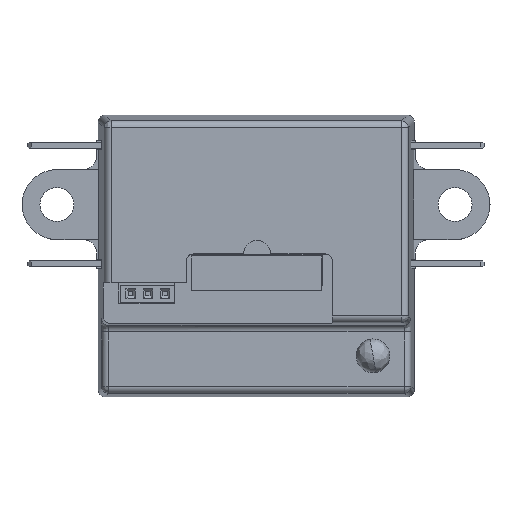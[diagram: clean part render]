
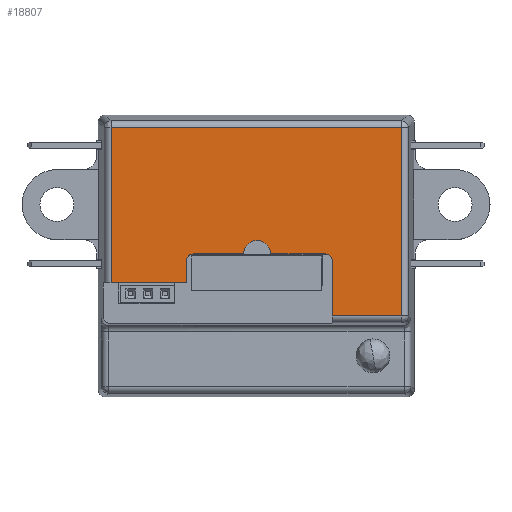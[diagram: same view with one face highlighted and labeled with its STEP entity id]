
A CAD part, top view. The second image highlights one B-rep face of the part: STEP entity #18807.
In plain terms, the highlighted planar face has unit normal (0, 0, 1).
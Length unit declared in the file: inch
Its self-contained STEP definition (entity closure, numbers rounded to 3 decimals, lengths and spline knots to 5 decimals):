
#157 = EDGE_CURVE ( 'NONE', #6918, #3117, #17442, .T. ) ;
#570 = CARTESIAN_POINT ( 'NONE',  ( 0.40354, 0.00984, 1.02756 ) ) ;
#811 = AXIS2_PLACEMENT_3D ( 'NONE', #8738, #6706, #10773 ) ;
#1007 = VECTOR ( 'NONE', #10687, 39.37008 ) ;
#1057 = DIRECTION ( 'NONE',  ( 0., 0., 1. ) ) ;
#1272 = EDGE_CURVE ( 'NONE', #11483, #6918, #10295, .T. ) ;
#1285 = DIRECTION ( 'NONE',  ( 1., 0., 0. ) ) ;
#1619 = AXIS2_PLACEMENT_3D ( 'NONE', #3673, #14388, #5192 ) ;
#1632 = CIRCLE ( 'NONE', #1619, 0.07874 ) ;
#1821 = DIRECTION ( 'NONE',  ( 0., 1., 0. ) ) ;
#2103 = EDGE_CURVE ( 'NONE', #7720, #5851, #14107, .T. ) ;
#2260 = CARTESIAN_POINT ( 'NONE',  ( 0.44291, -0.34971, 1.02756 ) ) ;
#2374 = VECTOR ( 'NONE', #3440, 39.37008 ) ;
#2826 = LINE ( 'NONE', #13771, #6876 ) ;
#3105 = DIRECTION ( 'NONE',  ( 1., 0., 0. ) ) ;
#3117 = VERTEX_POINT ( 'NONE', #13804 ) ;
#3400 = AXIS2_PLACEMENT_3D ( 'NONE', #10233, #1057, #11781 ) ;
#3440 = DIRECTION ( 'NONE',  ( 0., -1., 0. ) ) ;
#3673 = CARTESIAN_POINT ( 'NONE',  ( 0.00689, 0.00984, 1.02756 ) ) ;
#3992 = EDGE_CURVE ( 'NONE', #11043, #10659, #17355, .T. ) ;
#4098 = PLANE ( 'NONE',  #3400 ) ;
#4625 = CARTESIAN_POINT ( 'NONE',  ( -0.40354, -0.15748, 1.02756 ) ) ;
#4665 = LINE ( 'NONE', #19662, #16403 ) ;
#4870 = LINE ( 'NONE', #5889, #12517 ) ;
#5192 = DIRECTION ( 'NONE',  ( -1., 0., 0. ) ) ;
#5448 = ORIENTED_EDGE ( 'NONE', *, *, #8145, .T. ) ;
#5501 = EDGE_CURVE ( 'NONE', #5851, #11483, #8730, .T. ) ;
#5719 = CARTESIAN_POINT ( 'NONE',  ( -0.84145, 0.74303, 1.02756 ) ) ;
#5774 = CARTESIAN_POINT ( 'NONE',  ( 0., -0.15748, 1.02756 ) ) ;
#5821 = CARTESIAN_POINT ( 'NONE',  ( 0., 0.00984, 1.02756 ) ) ;
#5851 = VERTEX_POINT ( 'NONE', #15470 ) ;
#5855 = FACE_OUTER_BOUND ( 'NONE', #18140, .T. ) ;
#5889 = CARTESIAN_POINT ( 'NONE',  ( 0., 0.00984, 1.02756 ) ) ;
#5891 = DIRECTION ( 'NONE',  ( 0., -1., 0. ) ) ;
#6437 = LINE ( 'NONE', #5821, #14586 ) ;
#6657 = CARTESIAN_POINT ( 'NONE',  ( 0.40354, -0.02953, 1.02756 ) ) ;
#6706 = DIRECTION ( 'NONE',  ( 0., 0., -1. ) ) ;
#6762 = CARTESIAN_POINT ( 'NONE',  ( -0.40354, 0.20669, 1.02756 ) ) ;
#6766 = DIRECTION ( 'NONE',  ( 1., 0., 0. ) ) ;
#6876 = VECTOR ( 'NONE', #3105, 39.37008 ) ;
#6918 = VERTEX_POINT ( 'NONE', #16693 ) ;
#7393 = CARTESIAN_POINT ( 'NONE',  ( 0.8442, 0.74303, 1.02756 ) ) ;
#7430 = DIRECTION ( 'NONE',  ( 1., 0., 0. ) ) ;
#7464 = EDGE_CURVE ( 'NONE', #13943, #16395, #1632, .T. ) ;
#7720 = VERTEX_POINT ( 'NONE', #5719 ) ;
#8058 = VECTOR ( 'NONE', #6766, 39.37008 ) ;
#8145 = EDGE_CURVE ( 'NONE', #19552, #10708, #14350, .T. ) ;
#8199 = DIRECTION ( 'NONE',  ( -1., 0., 0. ) ) ;
#8233 = ORIENTED_EDGE ( 'NONE', *, *, #18675, .F. ) ;
#8730 = LINE ( 'NONE', #5774, #16429 ) ;
#8738 = CARTESIAN_POINT ( 'NONE',  ( -0.36417, -0.02953, 1.02756 ) ) ;
#9004 = ORIENTED_EDGE ( 'NONE', *, *, #3992, .T. ) ;
#9199 = ORIENTED_EDGE ( 'NONE', *, *, #5501, .T. ) ;
#9701 = AXIS2_PLACEMENT_3D ( 'NONE', #6657, #17398, #8199 ) ;
#10233 = CARTESIAN_POINT ( 'NONE',  ( 0., 0.20669, 1.02756 ) ) ;
#10248 = EDGE_CURVE ( 'NONE', #11705, #11043, #2826, .T. ) ;
#10295 = LINE ( 'NONE', #6762, #13900 ) ;
#10485 = ORIENTED_EDGE ( 'NONE', *, *, #13749, .T. ) ;
#10659 = VERTEX_POINT ( 'NONE', #7393 ) ;
#10687 = DIRECTION ( 'NONE',  ( 0., 1., 0. ) ) ;
#10708 = VERTEX_POINT ( 'NONE', #18206 ) ;
#10773 = DIRECTION ( 'NONE',  ( -1., 0., 0. ) ) ;
#10951 = ORIENTED_EDGE ( 'NONE', *, *, #1272, .T. ) ;
#11043 = VERTEX_POINT ( 'NONE', #17408 ) ;
#11483 = VERTEX_POINT ( 'NONE', #4625 ) ;
#11705 = VERTEX_POINT ( 'NONE', #2260 ) ;
#11781 = DIRECTION ( 'NONE',  ( 1., 0., 0. ) ) ;
#11798 = CARTESIAN_POINT ( 'NONE',  ( 0.08563, 0.00984, 1.02756 ) ) ;
#12038 = ORIENTED_EDGE ( 'NONE', *, *, #10248, .T. ) ;
#12214 = CARTESIAN_POINT ( 'NONE',  ( 0.8442, 0.20669, 1.02756 ) ) ;
#12305 = CARTESIAN_POINT ( 'NONE',  ( -0.07185, 0.00984, 1.02756 ) ) ;
#12324 = EDGE_CURVE ( 'NONE', #16395, #19552, #6437, .T. ) ;
#12517 = VECTOR ( 'NONE', #7430, 39.37008 ) ;
#12565 = CARTESIAN_POINT ( 'NONE',  ( -0.84145, 0.20669, 1.02756 ) ) ;
#13668 = DIRECTION ( 'NONE',  ( 1., 0., 0. ) ) ;
#13749 = EDGE_CURVE ( 'NONE', #3117, #13943, #4870, .T. ) ;
#13771 = CARTESIAN_POINT ( 'NONE',  ( 0., -0.34971, 1.02756 ) ) ;
#13804 = CARTESIAN_POINT ( 'NONE',  ( -0.36417, 0.00984, 1.02756 ) ) ;
#13889 = ORIENTED_EDGE ( 'NONE', *, *, #12324, .T. ) ;
#13900 = VECTOR ( 'NONE', #1821, 39.37008 ) ;
#13943 = VERTEX_POINT ( 'NONE', #12305 ) ;
#14028 = LINE ( 'NONE', #15967, #8058 ) ;
#14107 = LINE ( 'NONE', #12565, #2374 ) ;
#14350 = CIRCLE ( 'NONE', #9701, 0.03937 ) ;
#14362 = ORIENTED_EDGE ( 'NONE', *, *, #7464, .T. ) ;
#14388 = DIRECTION ( 'NONE',  ( 0., 0., -1. ) ) ;
#14586 = VECTOR ( 'NONE', #13668, 39.37008 ) ;
#14797 = ORIENTED_EDGE ( 'NONE', *, *, #157, .T. ) ;
#15470 = CARTESIAN_POINT ( 'NONE',  ( -0.84145, -0.15748, 1.02756 ) ) ;
#15548 = EDGE_CURVE ( 'NONE', #10708, #11705, #4665, .T. ) ;
#15967 = CARTESIAN_POINT ( 'NONE',  ( -0.45768, 0.74303, 1.02756 ) ) ;
#16395 = VERTEX_POINT ( 'NONE', #11798 ) ;
#16403 = VECTOR ( 'NONE', #5891, 39.37008 ) ;
#16429 = VECTOR ( 'NONE', #1285, 39.37008 ) ;
#16693 = CARTESIAN_POINT ( 'NONE',  ( -0.40354, -0.02953, 1.02756 ) ) ;
#17355 = LINE ( 'NONE', #12214, #1007 ) ;
#17398 = DIRECTION ( 'NONE',  ( 0., 0., -1. ) ) ;
#17408 = CARTESIAN_POINT ( 'NONE',  ( 0.8442, -0.34971, 1.02756 ) ) ;
#17442 = CIRCLE ( 'NONE', #811, 0.03937 ) ;
#17549 = ORIENTED_EDGE ( 'NONE', *, *, #15548, .T. ) ;
#18140 = EDGE_LOOP ( 'NONE', ( #9199, #10951, #14797, #10485, #14362, #13889, #5448, #17549, #12038, #9004, #8233, #18834 ) ) ;
#18206 = CARTESIAN_POINT ( 'NONE',  ( 0.44291, -0.02953, 1.02756 ) ) ;
#18675 = EDGE_CURVE ( 'NONE', #7720, #10659, #14028, .T. ) ;
#18807 = ADVANCED_FACE ( 'NONE', ( #5855 ), #4098, .T. ) ;
#18834 = ORIENTED_EDGE ( 'NONE', *, *, #2103, .T. ) ;
#19552 = VERTEX_POINT ( 'NONE', #570 ) ;
#19662 = CARTESIAN_POINT ( 'NONE',  ( 0.44291, 0.20669, 1.02756 ) ) ;
